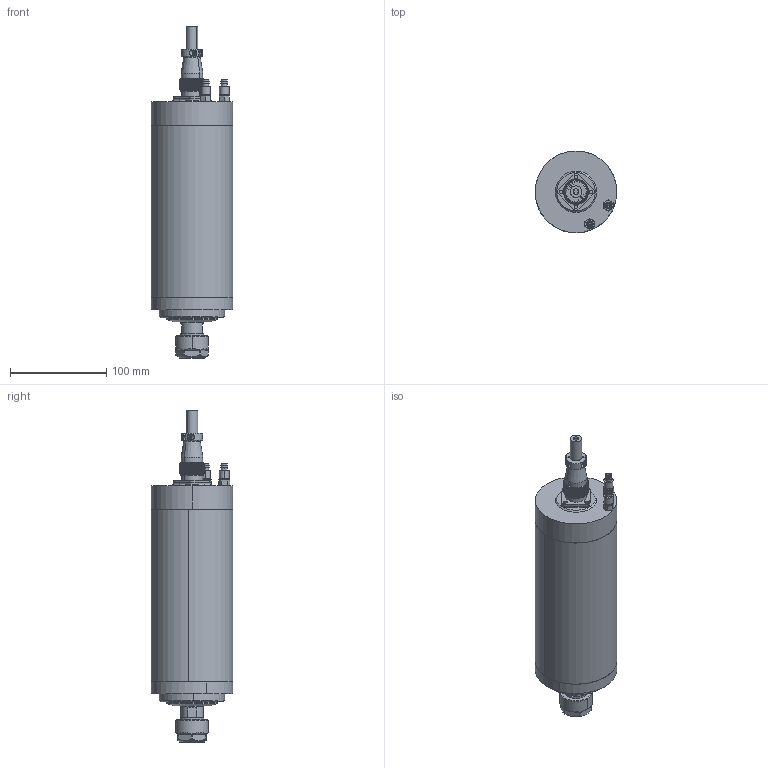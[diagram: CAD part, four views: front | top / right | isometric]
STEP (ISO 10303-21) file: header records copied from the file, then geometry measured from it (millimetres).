
FILE_DESCRIPTION (( 'STEP AP214' ), '1' );
FILE_NAME ('GDZ-23-2.STEP', '2024-08-01T05:01:11', ( '00' ), ( '' ), 'SwSTEP 2.0', 'SolidWorks 2018', '' );
FILE_SCHEMA (( 'AUTOMOTIVE_DESIGN' ));
Length unit declared in the file: millimetre
Products named in the file (12): YX20-4瑤脣芛; 阨郲30.5-(M8); GDZ23-1粣芛; GBT823_M3℅10; GDZ23-2粣創釱; GDZ-23-2堤盄釱; ER20蹟簽_1; GDZ23-2儂褲; ER20 粟俶芠標_1; YX20-4瑤脣釱; GDZ-23-2; YX20-4瑤脣
Assembly tree (13 placements, depth 3):
  GDZ-23-2
    GDZ23-2儂褲
    GDZ23-2粣創釱
    GDZ23-1粣芛
    ER20 粟俶芠標_1
    ER20蹟簽_1
    GDZ-23-2堤盄釱
    YX20-4瑤脣
      YX20-4瑤脣釱
      YX20-4瑤脣芛
      GBT823_M3℅10  x2
    阨郲30.5-(M8)  x2
Bounding box: 85 x 85 x 345.8 mm (x, y, z)
Volume: 1316176.5 mm3; surface area: 138364 mm2
Topology: 17 solids, 17 shells, 3216 faces, 7962 edges, 5249 vertices
Faces by surface type: plane 1319, cone 1043, cylinder 812, torus 21, sphere 12, bspline 9
Entity records: 101481 total; most frequent: CARTESIAN_POINT 24992, ORIENTED_EDGE 15628, DIRECTION 14652, EDGE_CURVE 7814, AXIS2_PLACEMENT_3D 5939, VERTEX_POINT 5179, EDGE_LOOP 3699, FACE_OUTER_BOUND 3163
